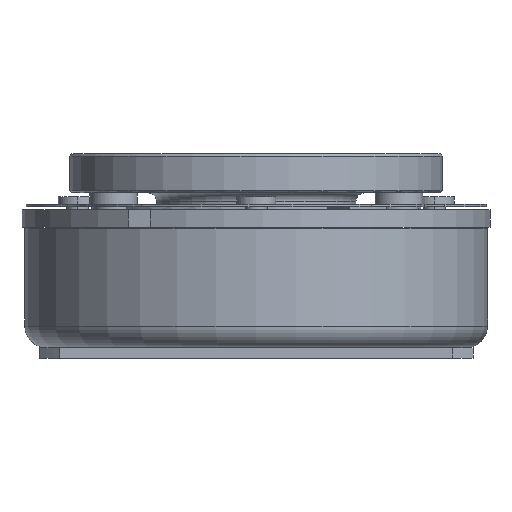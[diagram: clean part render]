
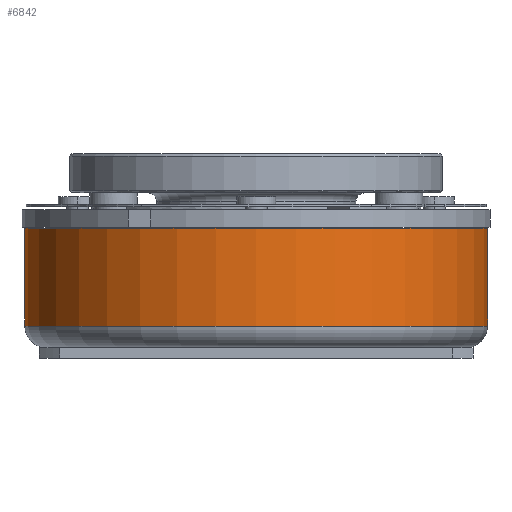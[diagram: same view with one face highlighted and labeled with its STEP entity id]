
A CAD part, front view. The second image highlights one B-rep face of the part: STEP entity #6842.
In plain terms, the highlighted cylindrical face has radius 53.35 mm (diameter 106.7 mm), a partial arc.
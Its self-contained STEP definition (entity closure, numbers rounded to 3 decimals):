
#643 = DIRECTION ( 'NONE',  ( 0., 0., -1. ) ) ;
#646 = AXIS2_PLACEMENT_3D ( 'NONE', #734, #676, #675 ) ;
#647 = CIRCLE ( 'NONE', #646, 53.35 ) ;
#659 = CARTESIAN_POINT ( 'NONE',  ( 0., 0., 30.1 ) ) ;
#662 = DIRECTION ( 'NONE',  ( -1., 0., 0. ) ) ;
#675 = DIRECTION ( 'NONE',  ( -1., 0., 0. ) ) ;
#676 = DIRECTION ( 'NONE',  ( 0., 0., -1. ) ) ;
#717 = AXIS2_PLACEMENT_3D ( 'NONE', #659, #643, #662 ) ;
#722 = CIRCLE ( 'NONE', #717, 53.35 ) ;
#734 = CARTESIAN_POINT ( 'NONE',  ( 0., 0., 7.6 ) ) ;
#794 = FACE_OUTER_BOUND ( 'NONE', #6845, .T. ) ;
#854 = DIRECTION ( 'NONE',  ( 0., 0., -1. ) ) ;
#870 = CYLINDRICAL_SURFACE ( 'NONE', #880, 53.35 ) ;
#873 = DIRECTION ( 'NONE',  ( -1., 0., 0. ) ) ;
#880 = AXIS2_PLACEMENT_3D ( 'NONE', #903, #854, #873 ) ;
#903 = CARTESIAN_POINT ( 'NONE',  ( 0., 0., 2.6 ) ) ;
#1217 = CARTESIAN_POINT ( 'NONE',  ( -53.35, 0., 7.6 ) ) ;
#1346 = VERTEX_POINT ( 'NONE', #1217 ) ;
#1415 = VERTEX_POINT ( 'NONE', #7028 ) ;
#2790 = DIRECTION ( 'NONE',  ( 0., 0., -1. ) ) ;
#2791 = VECTOR ( 'NONE', #2790, 1000. ) ;
#2792 = CARTESIAN_POINT ( 'NONE',  ( -53.35, 0., 2.6 ) ) ;
#2793 = LINE ( 'NONE', #2792, #2791 ) ;
#2810 = LINE ( 'NONE', #2820, #2822 ) ;
#2811 = CARTESIAN_POINT ( 'NONE',  ( 53.35, 0., 30.1 ) ) ;
#2812 = DIRECTION ( 'NONE',  ( 0., 0., -1. ) ) ;
#2813 = CARTESIAN_POINT ( 'NONE',  ( 53.35, 0., 7.6 ) ) ;
#2820 = CARTESIAN_POINT ( 'NONE',  ( 53.35, 0., 2.6 ) ) ;
#2822 = VECTOR ( 'NONE', #2812, 1000. ) ;
#6661 = ORIENTED_EDGE ( 'NONE', *, *, #9246, .F. ) ;
#6770 = EDGE_CURVE ( 'NONE', #9688, #1415, #722, .T. ) ;
#6792 = EDGE_CURVE ( 'NONE', #9690, #1346, #647, .T. ) ;
#6842 = ADVANCED_FACE ( 'NONE', ( #794 ), #870, .T. ) ;
#6845 = EDGE_LOOP ( 'NONE', ( #6661, #6925, #6877, #6885 ) ) ;
#6877 = ORIENTED_EDGE ( 'NONE', *, *, #9731, .T. ) ;
#6885 = ORIENTED_EDGE ( 'NONE', *, *, #6792, .F. ) ;
#6925 = ORIENTED_EDGE ( 'NONE', *, *, #6770, .T. ) ;
#7028 = CARTESIAN_POINT ( 'NONE',  ( -53.35, 0., 30.1 ) ) ;
#9246 = EDGE_CURVE ( 'NONE', #9688, #9690, #2810, .T. ) ;
#9688 = VERTEX_POINT ( 'NONE', #2811 ) ;
#9690 = VERTEX_POINT ( 'NONE', #2813 ) ;
#9731 = EDGE_CURVE ( 'NONE', #1415, #1346, #2793, .T. ) ;
